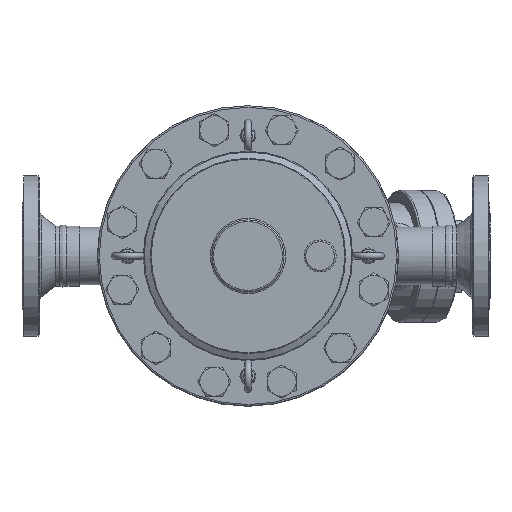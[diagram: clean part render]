
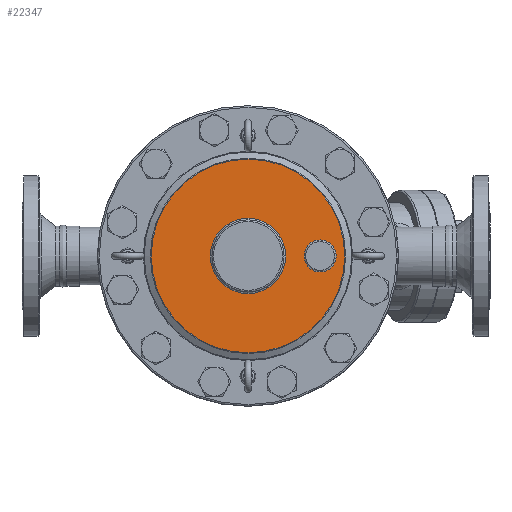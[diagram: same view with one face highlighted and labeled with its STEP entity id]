
A CAD part, top view. The second image highlights one B-rep face of the part: STEP entity #22347.
In plain terms, the highlighted planar face has unit normal (0, 0, 1).
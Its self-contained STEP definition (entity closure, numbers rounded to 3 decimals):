
#22285=CARTESIAN_POINT('',(110.0,0.,76.));
#22286=VERTEX_POINT('',#22285);
#22287=CARTESIAN_POINT('',(90.0,0.0,76.));
#22288=DIRECTION('',(0.0,0.0,1.0));
#22289=DIRECTION('',(-1.0,0.0,0.0));
#22290=AXIS2_PLACEMENT_3D('',#22287,#22288,#22289);
#22291=CIRCLE('',#22290,20.0);
#22292=EDGE_CURVE('',#22286,#22286,#22291,.T.);
#22317=CARTESIAN_POINT('',(60.67,0.0,76.));
#22318=DIRECTION('',(0.0,0.0,1.0));
#22319=DIRECTION('',(1.0,0.0,0.0));
#22320=AXIS2_PLACEMENT_3D('',#22317,#22318,#22319);
#22321=PLANE('',#22320);
#22322=CARTESIAN_POINT('',(120.804,0.,76.));
#22323=VERTEX_POINT('',#22322);
#22324=CARTESIAN_POINT('',(0.,0.0,76.));
#22325=DIRECTION('',(0.0,0.0,-1.0));
#22326=DIRECTION('',(-1.0,0.0,0.0));
#22327=AXIS2_PLACEMENT_3D('',#22324,#22325,#22326);
#22328=CIRCLE('',#22327,120.804);
#22329=EDGE_CURVE('',#22323,#22323,#22328,.T.);
#22330=ORIENTED_EDGE('',*,*,#22329,.F.);
#22331=EDGE_LOOP('',(#22330));
#22332=FACE_OUTER_BOUND('',#22331,.T.);
#22333=CARTESIAN_POINT('',(47.0,0.,76.));
#22334=VERTEX_POINT('',#22333);
#22335=CARTESIAN_POINT('',(0.,0.0,76.));
#22336=DIRECTION('',(0.0,0.0,1.0));
#22337=DIRECTION('',(-1.0,0.0,0.0));
#22338=AXIS2_PLACEMENT_3D('',#22335,#22336,#22337);
#22339=CIRCLE('',#22338,47.0);
#22340=EDGE_CURVE('',#22334,#22334,#22339,.T.);
#22341=ORIENTED_EDGE('',*,*,#22340,.F.);
#22342=EDGE_LOOP('',(#22341));
#22343=FACE_BOUND('',#22342,.T.);
#22344=ORIENTED_EDGE('',*,*,#22292,.F.);
#22345=EDGE_LOOP('',(#22344));
#22346=FACE_BOUND('',#22345,.T.);
#22347=ADVANCED_FACE('',(#22332,#22343,#22346),#22321,.T.);
